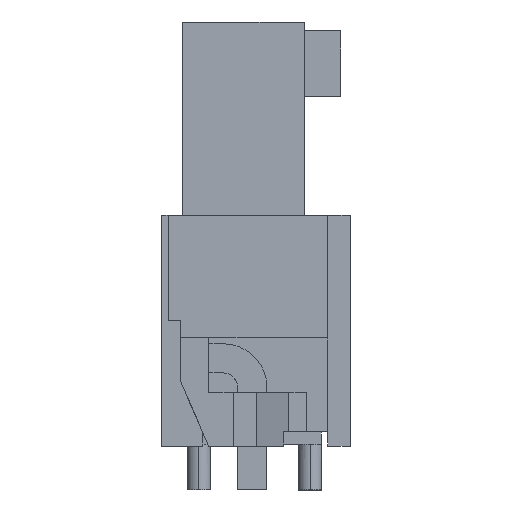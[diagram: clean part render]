
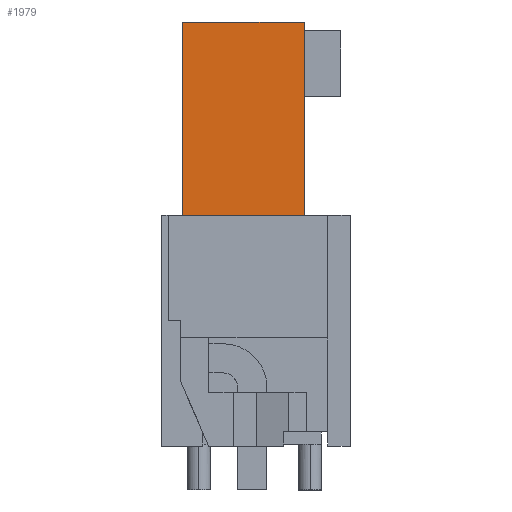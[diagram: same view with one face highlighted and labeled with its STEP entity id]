
A CAD part, left-side view. The second image highlights one B-rep face of the part: STEP entity #1979.
In plain terms, the highlighted planar face has unit normal (-1, 0, 0).
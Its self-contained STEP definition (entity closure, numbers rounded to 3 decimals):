
#1959=AXIS2_PLACEMENT_3D('Plane Axis2P3D',#1956,#1957,#1958) ;
#985=CARTESIAN_POINT('Line Origine',(5.582,3.654,9.4)) ;
#989=CARTESIAN_POINT('Vertex',(5.582,5.728,9.4)) ;
#991=CARTESIAN_POINT('Vertex',(5.582,1.58,9.4)) ;
#1902=CARTESIAN_POINT('Line Origine',(5.582,1.58,12.7)) ;
#1906=CARTESIAN_POINT('Vertex',(5.582,1.58,16.)) ;
#1956=CARTESIAN_POINT('Axis2P3D Location',(5.582,1.58,9.4)) ;
#1961=CARTESIAN_POINT('Line Origine',(5.582,3.654,16.)) ;
#1965=CARTESIAN_POINT('Vertex',(5.582,5.728,16.)) ;
#1968=CARTESIAN_POINT('Line Origine',(5.582,5.728,12.7)) ;
#986=DIRECTION('Vector Direction',(0.,1.,0.)) ;
#1903=DIRECTION('Vector Direction',(0.,0.,1.)) ;
#1957=DIRECTION('Axis2P3D Direction',(1.,0.,0.)) ;
#1958=DIRECTION('Axis2P3D XDirection',(0.,1.,0.)) ;
#1962=DIRECTION('Vector Direction',(0.,1.,0.)) ;
#1969=DIRECTION('Vector Direction',(0.,0.,1.)) ;
#987=VECTOR('Line Direction',#986,1.) ;
#1904=VECTOR('Line Direction',#1903,1.) ;
#1963=VECTOR('Line Direction',#1962,1.) ;
#1970=VECTOR('Line Direction',#1969,1.) ;
#1974=ORIENTED_EDGE('',*,*,#1967,.T.) ;
#1975=ORIENTED_EDGE('',*,*,#1972,.F.) ;
#1976=ORIENTED_EDGE('',*,*,#993,.T.) ;
#1977=ORIENTED_EDGE('',*,*,#1908,.T.) ;
#1979=ADVANCED_FACE('HOUSING',(#1978),#1960,.F.) ;
#993=EDGE_CURVE('',#990,#992,#988,.F.) ;
#1908=EDGE_CURVE('',#992,#1907,#1905,.T.) ;
#1967=EDGE_CURVE('',#1907,#1966,#1964,.T.) ;
#1972=EDGE_CURVE('',#990,#1966,#1971,.T.) ;
#1973=EDGE_LOOP('',(#1974,#1975,#1976,#1977)) ;
#1978=FACE_OUTER_BOUND('',#1973,.T.) ;
#988=LINE('Line',#985,#987) ;
#1905=LINE('Line',#1902,#1904) ;
#1964=LINE('Line',#1961,#1963) ;
#1971=LINE('Line',#1968,#1970) ;
#1960=PLANE('',#1959) ;
#990=VERTEX_POINT('',#989) ;
#992=VERTEX_POINT('',#991) ;
#1907=VERTEX_POINT('',#1906) ;
#1966=VERTEX_POINT('',#1965) ;
